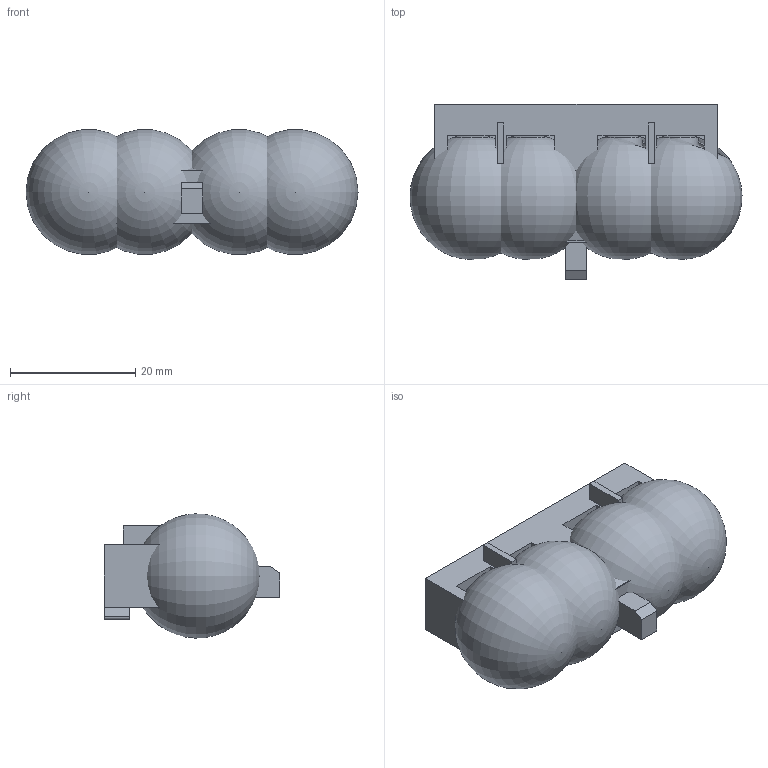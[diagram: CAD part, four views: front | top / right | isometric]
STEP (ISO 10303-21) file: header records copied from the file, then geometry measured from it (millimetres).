
FILE_DESCRIPTION (( 'STEP AP203' ), '1' );
FILE_NAME ('HPX1-AUX20-F.step', '2022-11-01T18:17:42', ( '' ), ( '' ), 'SwSTEP 2.0', 'SolidWorks 2021', '' );
FILE_SCHEMA (( 'CONFIG_CONTROL_DESIGN' ));
Length unit declared in the file: inch
Products named in the file (1): HPX1-AUX20-F
Bounding box: 52.97 x 28 x 19.82 mm (x, y, z)
Volume: 21461 mm3; surface area: 11643.8 mm2
Topology: 5 solids, 5 shells, 249 faces, 707 edges, 466 vertices
Faces by surface type: plane 190, cylinder 51, torus 8
Entity records: 8432 total; most frequent: CARTESIAN_POINT 1981, ORIENTED_EDGE 1378, DIRECTION 1231, EDGE_CURVE 689, LINE 527, VECTOR 527, VERTEX_POINT 458, AXIS2_PLACEMENT_3D 352
